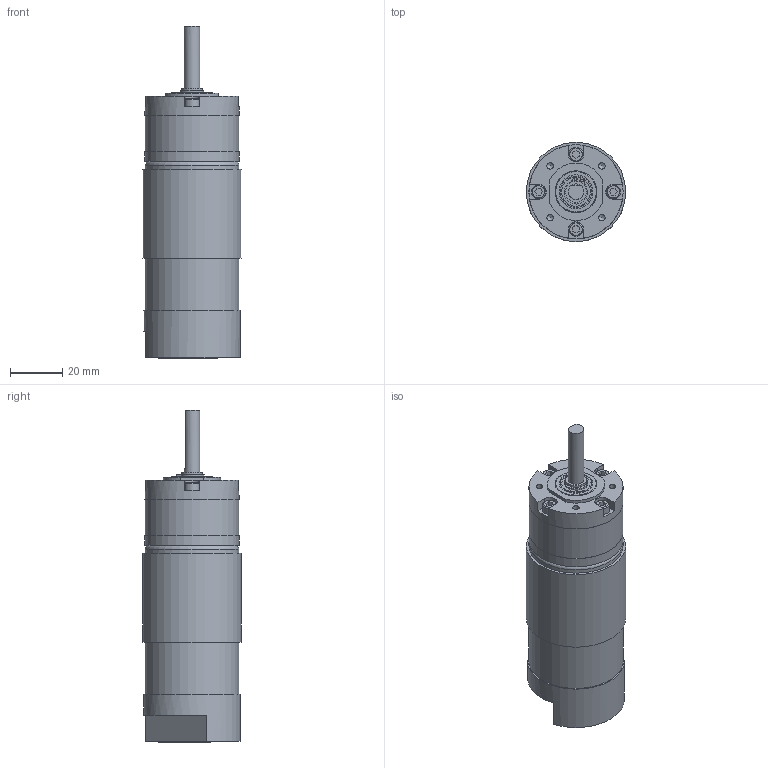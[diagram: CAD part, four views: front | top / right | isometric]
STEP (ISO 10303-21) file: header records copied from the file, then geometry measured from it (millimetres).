
FILE_DESCRIPTION(/* description */ (''),/* implementation_level */ '2;1');
FILE_NAME(/* name */ 'am-3461a.stp',/* time_stamp */ '2019-11-26T16:08:53-08:00',/* author */ ('Phillips Lenovo'),/* organization */ ('Autodesk Inc.'),/* preprocessor_version */ 'ST-DEVELOPER v18',/* originating_system */ 'Autodesk Inventor 2020',/* authorisation */ '');
FILE_SCHEMA (('AUTOMOTIVE_DESIGN { 1 0 10303 214 3 1 1 }'));
Length unit declared in the file: inch
Products named in the file (8): am-3461a; NeveRest 4 Gearbox Assembly; NeveRest 4 Gearbox; SHCS M3 x 16mm; 7804K117_STAINLESS STEEL BALL BEARING_7804K117; 97633A150_BLACK-FINISH STEEL EXTERNAL RETAINING RING_97633A150_grv; Shim; am-3104 NeveRest Motor
Assembly tree (10 placements, depth 3):
  am-3461a
    NeveRest 4 Gearbox Assembly
      NeveRest 4 Gearbox
      SHCS M3 x 16mm  x4
      7804K117_STAINLESS STEEL BALL BEARING_7804K117
      97633A150_BLACK-FINISH STEEL EXTERNAL RETAINING RING_97633A150_grv
      Shim
      am-3104 NeveRest Motor
Bounding box: 37.86 x 37.86 x 127.04 mm (x, y, z)
Volume: 103684.3 mm3; surface area: 21761 mm2
Topology: 24 solids, 24 shells, 499 faces, 1348 edges, 930 vertices
Faces by surface type: plane 268, bspline 126, cylinder 66, cone 22, sphere 12, torus 5
Full cylindrical faces by diameter (mm): 1.041 x2, 2.5 x10, 3 x4, 3.175 x7, 5.5 x4, 6 x1, 7.366 x1, 8 x5, 11.033 x4, 12 x1, 12.967 x4, 13 x2, 16 x2, 35.949 x1, 36 x4, 37 x1, 38 x1
Entity records: 22031 total; most frequent: CARTESIAN_POINT 10385, ORIENTED_EDGE 2414, DIRECTION 1908, EDGE_CURVE 1207, VERTEX_POINT 852, LINE 694, VECTOR 694, AXIS2_PLACEMENT_3D 607
